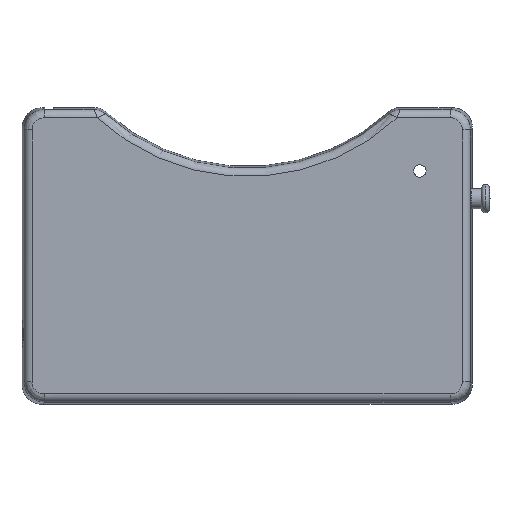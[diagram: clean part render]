
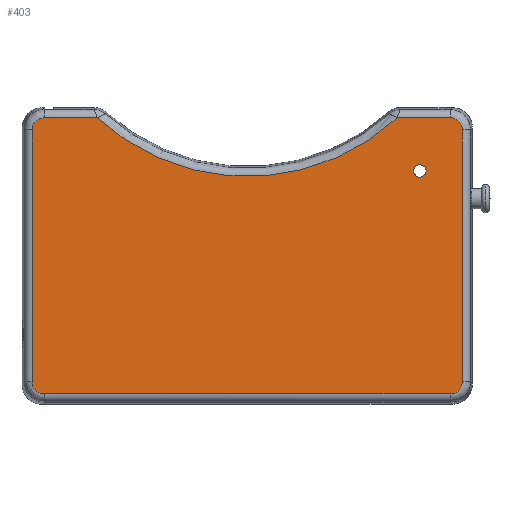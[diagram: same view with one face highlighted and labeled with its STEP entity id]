
A CAD part, top view. The second image highlights one B-rep face of the part: STEP entity #403.
In plain terms, the highlighted planar face has unit normal (0, 0, 1).
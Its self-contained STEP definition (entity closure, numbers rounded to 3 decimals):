
#289=VECTOR('Line Direction',#288,1.) ;
#314=VECTOR('Line Direction',#313,1.) ;
#337=VECTOR('Line Direction',#336,1.) ;
#357=VECTOR('Line Direction',#356,1.) ;
#377=VECTOR('Line Direction',#376,1.) ;
#217=DIRECTION('Axis2P3D Direction',(0.,0.,-1.)) ;
#252=DIRECTION('Axis2P3D Direction',(0.,0.,-1.)) ;
#283=DIRECTION('Axis2P3D Direction',(0.,0.,1.)) ;
#284=DIRECTION('Axis2P3D XDirection',(1.,0.,0.)) ;
#288=DIRECTION('Vector Direction',(1.,0.,0.)) ;
#313=DIRECTION('Vector Direction',(0.,-1.,0.)) ;
#336=DIRECTION('Vector Direction',(-1.,0.,0.)) ;
#356=DIRECTION('Vector Direction',(0.,1.,0.)) ;
#376=DIRECTION('Vector Direction',(1.,0.,0.)) ;
#383=DIRECTION('Axis2P3D Direction',(0.,0.,1.)) ;
#216=CARTESIAN_POINT('Axis2P3D Location',(42.6,14.892,16.5)) ;
#220=CARTESIAN_POINT('Vertex',(44.137,14.892,16.5)) ;
#222=CARTESIAN_POINT('Vertex',(41.063,14.892,16.5)) ;
#251=CARTESIAN_POINT('Axis2P3D Location',(42.6,14.892,16.5)) ;
#282=CARTESIAN_POINT('Axis2P3D Location',(0.,0.,16.5)) ;
#287=CARTESIAN_POINT('Line Origine',(-43.527,28.001,16.5)) ;
#291=CARTESIAN_POINT('Vertex',(-36.983,28.001,16.5)) ;
#293=CARTESIAN_POINT('Vertex',(-50.07,28.001,16.5)) ;
#297=CARTESIAN_POINT('Control Point',(-53.069,25.003,16.5)) ;
#298=CARTESIAN_POINT('Control Point',(-53.069,25.4,16.5)) ;
#299=CARTESIAN_POINT('Control Point',(-53.003,25.798,16.5)) ;
#300=CARTESIAN_POINT('Control Point',(-52.871,26.181,16.5)) ;
#301=CARTESIAN_POINT('Control Point',(-52.486,26.888,16.5)) ;
#302=CARTESIAN_POINT('Control Point',(-51.893,27.434,16.5)) ;
#303=CARTESIAN_POINT('Control Point',(-51.553,27.655,16.5)) ;
#304=CARTESIAN_POINT('Control Point',(-51.047,27.875,16.5)) ;
#305=CARTESIAN_POINT('Control Point',(-50.51,27.974,16.5)) ;
#306=CARTESIAN_POINT('Control Point',(-50.364,27.992,16.5)) ;
#307=CARTESIAN_POINT('Control Point',(-50.217,28.001,16.5)) ;
#308=CARTESIAN_POINT('Control Point',(-50.07,28.001,16.5)) ;
#309=CARTESIAN_POINT('Vertex',(-53.069,25.003,16.5)) ;
#312=CARTESIAN_POINT('Line Origine',(-53.069,-6.068,16.5)) ;
#316=CARTESIAN_POINT('Vertex',(-53.069,-37.138,16.5)) ;
#320=CARTESIAN_POINT('Control Point',(-50.07,-40.136,16.5)) ;
#321=CARTESIAN_POINT('Control Point',(-50.468,-40.136,16.5)) ;
#322=CARTESIAN_POINT('Control Point',(-50.865,-40.07,16.5)) ;
#323=CARTESIAN_POINT('Control Point',(-51.248,-39.939,16.5)) ;
#324=CARTESIAN_POINT('Control Point',(-51.956,-39.554,16.5)) ;
#325=CARTESIAN_POINT('Control Point',(-52.502,-38.961,16.5)) ;
#326=CARTESIAN_POINT('Control Point',(-52.722,-38.621,16.5)) ;
#327=CARTESIAN_POINT('Control Point',(-52.942,-38.114,16.5)) ;
#328=CARTESIAN_POINT('Control Point',(-53.042,-37.578,16.5)) ;
#329=CARTESIAN_POINT('Control Point',(-53.06,-37.432,16.5)) ;
#330=CARTESIAN_POINT('Control Point',(-53.069,-37.285,16.5)) ;
#331=CARTESIAN_POINT('Control Point',(-53.069,-37.138,16.5)) ;
#332=CARTESIAN_POINT('Vertex',(-50.07,-40.136,16.5)) ;
#335=CARTESIAN_POINT('Line Origine',(0.,-40.136,16.5)) ;
#339=CARTESIAN_POINT('Vertex',(50.07,-40.136,16.5)) ;
#343=CARTESIAN_POINT('Control Point',(53.069,-37.138,16.5)) ;
#344=CARTESIAN_POINT('Control Point',(53.069,-37.596,16.5)) ;
#345=CARTESIAN_POINT('Control Point',(52.981,-38.054,16.5)) ;
#346=CARTESIAN_POINT('Control Point',(52.806,-38.49,16.5)) ;
#347=CARTESIAN_POINT('Control Point',(52.285,-39.295,16.5)) ;
#348=CARTESIAN_POINT('Control Point',(51.496,-39.843,16.5)) ;
#349=CARTESIAN_POINT('Control Point',(51.039,-40.039,16.5)) ;
#350=CARTESIAN_POINT('Control Point',(50.555,-40.136,16.5)) ;
#351=CARTESIAN_POINT('Control Point',(50.07,-40.136,16.5)) ;
#352=CARTESIAN_POINT('Vertex',(53.069,-37.138,16.5)) ;
#355=CARTESIAN_POINT('Line Origine',(53.069,-6.068,16.5)) ;
#359=CARTESIAN_POINT('Vertex',(53.069,25.003,16.5)) ;
#363=CARTESIAN_POINT('Control Point',(50.07,28.001,16.5)) ;
#364=CARTESIAN_POINT('Control Point',(50.529,28.001,16.5)) ;
#365=CARTESIAN_POINT('Control Point',(50.987,27.914,16.5)) ;
#366=CARTESIAN_POINT('Control Point',(51.422,27.739,16.5)) ;
#367=CARTESIAN_POINT('Control Point',(52.227,27.217,16.5)) ;
#368=CARTESIAN_POINT('Control Point',(52.776,26.429,16.5)) ;
#369=CARTESIAN_POINT('Control Point',(52.971,25.971,16.5)) ;
#370=CARTESIAN_POINT('Control Point',(53.069,25.487,16.5)) ;
#371=CARTESIAN_POINT('Control Point',(53.069,25.003,16.5)) ;
#372=CARTESIAN_POINT('Vertex',(50.07,28.001,16.5)) ;
#375=CARTESIAN_POINT('Line Origine',(43.527,28.001,16.5)) ;
#379=CARTESIAN_POINT('Vertex',(36.983,28.001,16.5)) ;
#382=CARTESIAN_POINT('Axis2P3D Location',(0.,68.,16.5)) ;
#218=AXIS2_PLACEMENT_3D('Circle Axis2P3D',#216,#217,$) ;
#253=AXIS2_PLACEMENT_3D('Circle Axis2P3D',#251,#252,$) ;
#285=AXIS2_PLACEMENT_3D('Plane Axis2P3D',#282,#283,#284) ;
#384=AXIS2_PLACEMENT_3D('Circle Axis2P3D',#382,#383,$) ;
#402=FACE_BOUND('',#399,.T.) ;
#224=EDGE_CURVE('',#221,#223,#219,.F.) ;
#255=EDGE_CURVE('',#223,#221,#254,.F.) ;
#295=EDGE_CURVE('',#292,#294,#290,.F.) ;
#311=EDGE_CURVE('',#294,#310,#296,.F.) ;
#318=EDGE_CURVE('',#310,#317,#315,.T.) ;
#334=EDGE_CURVE('',#317,#333,#319,.F.) ;
#341=EDGE_CURVE('',#333,#340,#338,.F.) ;
#354=EDGE_CURVE('',#340,#353,#342,.F.) ;
#361=EDGE_CURVE('',#353,#360,#358,.T.) ;
#374=EDGE_CURVE('',#360,#373,#362,.F.) ;
#381=EDGE_CURVE('',#373,#380,#378,.F.) ;
#386=EDGE_CURVE('',#380,#292,#385,.F.) ;
#286=PLANE('Plane',#285) ;
#388=ORIENTED_EDGE('',*,*,#295,.T.) ;
#389=ORIENTED_EDGE('',*,*,#311,.T.) ;
#390=ORIENTED_EDGE('',*,*,#318,.T.) ;
#391=ORIENTED_EDGE('',*,*,#334,.T.) ;
#392=ORIENTED_EDGE('',*,*,#341,.T.) ;
#393=ORIENTED_EDGE('',*,*,#354,.T.) ;
#394=ORIENTED_EDGE('',*,*,#361,.T.) ;
#395=ORIENTED_EDGE('',*,*,#374,.T.) ;
#396=ORIENTED_EDGE('',*,*,#381,.T.) ;
#397=ORIENTED_EDGE('',*,*,#386,.T.) ;
#400=ORIENTED_EDGE('',*,*,#255,.F.) ;
#401=ORIENTED_EDGE('',*,*,#224,.F.) ;
#290=LINE('Line',#287,#289) ;
#315=LINE('Line',#312,#314) ;
#338=LINE('Line',#335,#337) ;
#358=LINE('Line',#355,#357) ;
#378=LINE('Line',#375,#377) ;
#403=ADVANCED_FACE('UPPER COVER',(#398,#402),#286,.T.) ;
#219=CIRCLE('generated circle',#218,1.537) ;
#254=CIRCLE('generated circle',#253,1.537) ;
#385=CIRCLE('generated circle',#384,54.476) ;
#221=VERTEX_POINT('',#220) ;
#223=VERTEX_POINT('',#222) ;
#292=VERTEX_POINT('',#291) ;
#294=VERTEX_POINT('',#293) ;
#310=VERTEX_POINT('',#309) ;
#317=VERTEX_POINT('',#316) ;
#333=VERTEX_POINT('',#332) ;
#340=VERTEX_POINT('',#339) ;
#353=VERTEX_POINT('',#352) ;
#360=VERTEX_POINT('',#359) ;
#373=VERTEX_POINT('',#372) ;
#380=VERTEX_POINT('',#379) ;
#296=B_SPLINE_CURVE_WITH_KNOTS('',5,(#297,#298,#299,#300,#301,#302,#303,#304,#305,#306,#307,#308),.UNSPECIFIED.,.F.,.U.,(6,3,3,6),(13.749,17.61,21.475,22.903),.UNSPECIFIED.) ;
#319=B_SPLINE_CURVE_WITH_KNOTS('',5,(#320,#321,#322,#323,#324,#325,#326,#327,#328,#329,#330,#331),.UNSPECIFIED.,.F.,.U.,(6,3,3,6),(13.749,17.61,21.475,22.903),.UNSPECIFIED.) ;
#342=B_SPLINE_CURVE_WITH_KNOTS('',5,(#343,#344,#345,#346,#347,#348,#349,#350,#351),.UNSPECIFIED.,.F.,.U.,(6,3,6),(13.749,18.2,22.903),.UNSPECIFIED.) ;
#362=B_SPLINE_CURVE_WITH_KNOTS('',5,(#363,#364,#365,#366,#367,#368,#369,#370,#371),.UNSPECIFIED.,.F.,.U.,(6,3,6),(13.749,18.2,22.903),.UNSPECIFIED.) ;
#387=EDGE_LOOP('',(#388,#389,#390,#391,#392,#393,#394,#395,#396,#397)) ;
#399=EDGE_LOOP('',(#400,#401)) ;
#398=FACE_OUTER_BOUND('',#387,.T.) ;
